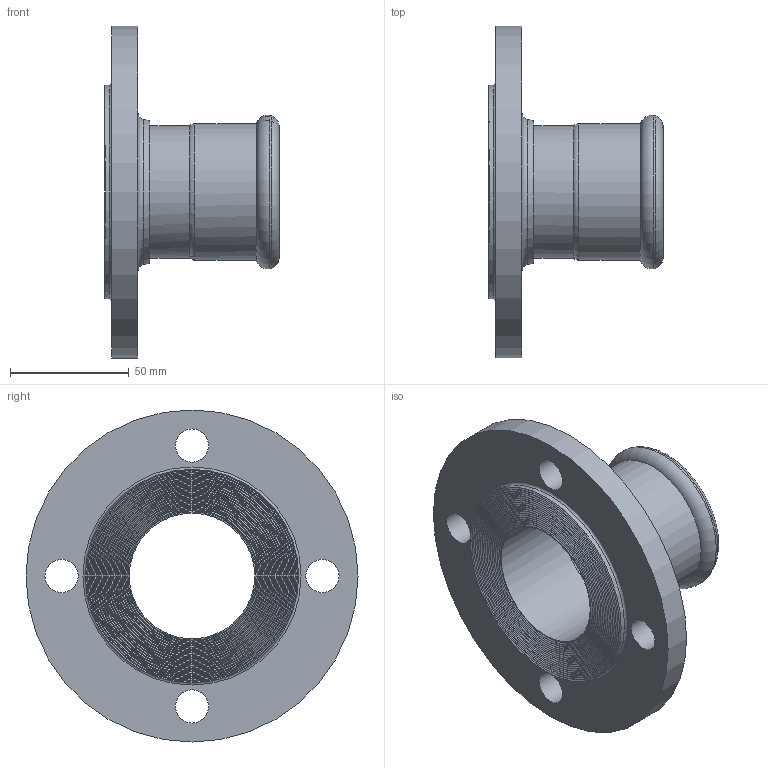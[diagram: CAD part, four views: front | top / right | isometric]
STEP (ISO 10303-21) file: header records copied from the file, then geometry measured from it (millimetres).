
FILE_DESCRIPTION(/* description */ ('MANICOTTO Ø54 CON FLANGIA PN6'),/* implementation_level */ '2;1');
FILE_NAME(/* name */ '193054002_Inoxpres.stp',/* time_stamp */ '2022-10-12T13:37:27+02:00',/* author */ ('Vault'),/* organization */ ('Raccorderie metalliche s.p.a. '),/* preprocessor_version */ 'ST-DEVELOPER v18.1',/* originating_system */ 'Autodesk Inventor 2020',/* authorisation */ 'Raccorderie metalliche s.p.a. ');
FILE_SCHEMA (('AUTOMOTIVE_DESIGN { 1 0 10303 214 3 1 1 }'));
Length unit declared in the file: millimetre
Products named in the file (1): 193054002_Inoxpres
Bounding box: 73.6 x 140 x 140 mm (x, y, z)
Volume: 172712.8 mm3; surface area: 57927.5 mm2
Topology: 1 solids, 1 shells, 63 faces, 200 edges, 141 vertices
Faces by surface type: cone 38, cylinder 12, torus 9, plane 4
Full cylindrical faces by diameter (mm): 14 x4, 53 x1, 54.5 x1, 54.7 x2, 56 x1, 57.5 x1, 90 x1, 140 x1
Entity records: 2409 total; most frequent: DIRECTION 478, CARTESIAN_POINT 405, ORIENTED_EDGE 400, AXIS2_PLACEMENT_3D 214, EDGE_CURVE 200, CIRCLE 150, VERTEX_POINT 141, EDGE_LOOP 75
